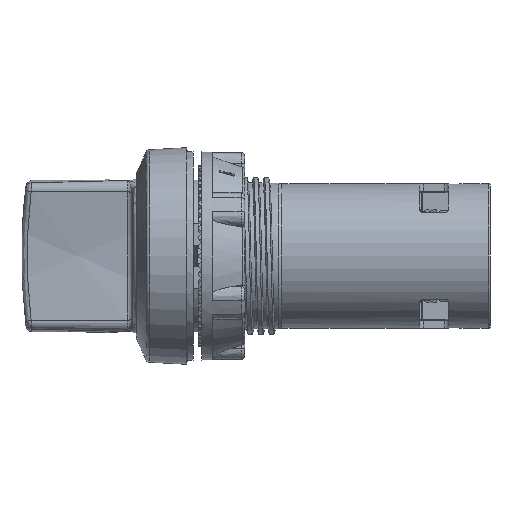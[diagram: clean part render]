
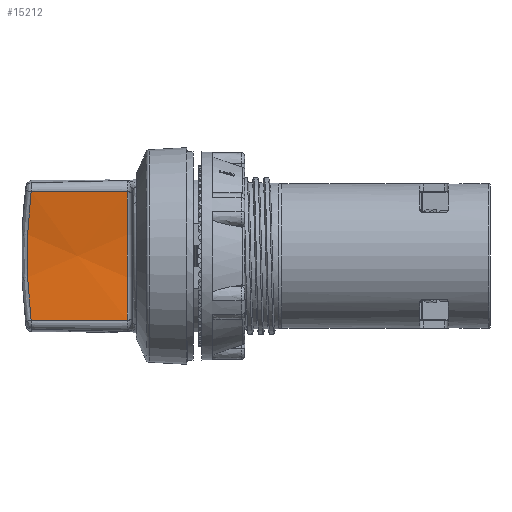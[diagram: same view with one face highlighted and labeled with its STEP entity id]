
A CAD part, left-side view. The second image highlights one B-rep face of the part: STEP entity #15212.
In plain terms, the highlighted conical face has half-angle 1.5 degrees and reference radius 55.149 mm.
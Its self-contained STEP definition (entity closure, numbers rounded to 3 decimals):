
#15212=ADVANCED_FACE('',(#58378),#58380,.F.);
#58378=FACE_BOUND('',#58379,.T.);
#58379=EDGE_LOOP('',(#90922,#90923,#90924,#90925));
#58380=CONICAL_SURFACE('',#58381,55.149,0.026);
#58381=AXIS2_PLACEMENT_3D('',#58382,#58383,#58384);
#58382=CARTESIAN_POINT('',(-58.125,57.55,0.));
#58383=DIRECTION('',(0.,1.,0.));
#58384=DIRECTION('',(1.,0.,0.));
#90922=ORIENTED_EDGE('',*,*,#105048,.F.);
#90923=ORIENTED_EDGE('',*,*,#105053,.T.);
#90924=ORIENTED_EDGE('',*,*,#105054,.T.);
#90925=ORIENTED_EDGE('',*,*,#105055,.T.);
#105048=EDGE_CURVE('',#117932,#117929,#117933,.T.);
#105053=EDGE_CURVE('',#117932,#117937,#117939,.T.);
#105054=EDGE_CURVE('',#117937,#117940,#117941,.T.);
#105055=EDGE_CURVE('',#117940,#117929,#117942,.T.);
#117929=VERTEX_POINT('',#163003);
#117932=VERTEX_POINT('',#163028);
#117933=LINE('',#163029,#163030);
#117937=VERTEX_POINT('',#163062);
#117939=CIRCLE('',#163067,54.966);
#117940=VERTEX_POINT('',#163071);
#117941=LINE('',#163072,#163073);
#117942=B_SPLINE_CURVE_WITH_KNOTS('',3,
(#163075,#163076,#163077,#163078,#163079,#163080,#163081,#163082,#163083,#163084,
#163085,#163086,#163087,#163088,#163089,#163090,#163091,#163092,#163093,#163094),
.UNSPECIFIED.,.F.,.F.,
(4,1,1,1,1,1,1,1,1,1,1,1,1,1,1,1,1,4),
(0.,0.049,0.092,0.131,0.167,0.211,
0.261,0.324,0.401,0.487,0.569,
0.636,0.692,0.755,0.822,0.899,
0.956,1.),
.UNSPECIFIED.);
#163003=CARTESIAN_POINT('',(-3.544,63.966,-8.993));
#163028=CARTESIAN_POINT('',(-3.89,50.579,-8.936));
#163029=CARTESIAN_POINT('',(-3.89,50.579,-8.936));
#163030=VECTOR('',#163031,1.);
#163031=DIRECTION('',(0.026,1.,-0.004));
#163062=CARTESIAN_POINT('',(-3.89,50.579,8.936));
#163067=AXIS2_PLACEMENT_3D('',#163068,#163069,#163070);
#163068=CARTESIAN_POINT('',(-58.125,50.579,0.));
#163069=DIRECTION('',(0.,-1.,0.));
#163070=DIRECTION('',(0.987,0.,-0.163));
#163071=CARTESIAN_POINT('',(-3.544,63.966,8.993));
#163072=CARTESIAN_POINT('',(-3.89,50.579,8.936));
#163073=VECTOR('',#163074,1.);
#163074=DIRECTION('',(0.026,1.,0.004));
#163075=CARTESIAN_POINT('',(-3.544,63.966,8.993));
#163076=CARTESIAN_POINT('',(-3.495,63.999,8.702));
#163077=CARTESIAN_POINT('',(-3.408,64.062,8.153));
#163078=CARTESIAN_POINT('',(-3.294,64.147,7.366));
#163079=CARTESIAN_POINT('',(-3.202,64.218,6.656));
#163080=CARTESIAN_POINT('',(-3.118,64.28,5.94));
#163081=CARTESIAN_POINT('',(-3.038,64.34,5.165));
#163082=CARTESIAN_POINT('',(-2.956,64.401,4.228));
#163083=CARTESIAN_POINT('',(-2.877,64.459,3.089));
#163084=CARTESIAN_POINT('',(-2.815,64.506,1.726));
#163085=CARTESIAN_POINT('',(-2.787,64.526,0.253));
#163086=CARTESIAN_POINT('',(-2.801,64.516,-1.154));
#163087=CARTESIAN_POINT('',(-2.842,64.485,-2.382));
#163088=CARTESIAN_POINT('',(-2.903,64.44,-3.495));
#163089=CARTESIAN_POINT('',(-2.986,64.378,-4.615));
#163090=CARTESIAN_POINT('',(-3.105,64.29,-5.855));
#163091=CARTESIAN_POINT('',(-3.251,64.182,-7.06));
#163092=CARTESIAN_POINT('',(-3.403,64.07,-8.125));
#163093=CARTESIAN_POINT('',(-3.5,63.997,-8.73));
#163094=CARTESIAN_POINT('',(-3.544,63.966,-8.993));
